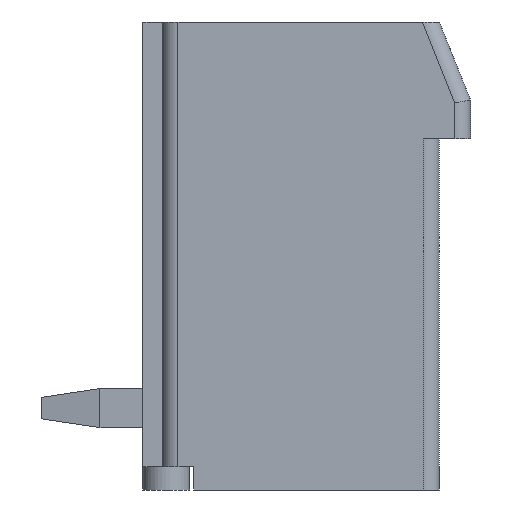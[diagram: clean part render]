
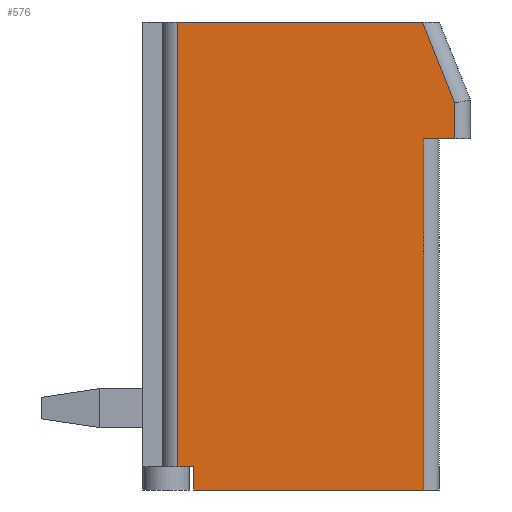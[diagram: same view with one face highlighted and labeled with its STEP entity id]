
A CAD part, left-side view. The second image highlights one B-rep face of the part: STEP entity #576.
In plain terms, the highlighted planar face has unit normal (-1, 0, 0).
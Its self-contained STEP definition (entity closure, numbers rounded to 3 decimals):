
#576 = ADVANCED_FACE( '', ( #1162 ), #1163, .T. );
#1162 = FACE_OUTER_BOUND( '', #1767, .T. );
#1163 = PLANE( '', #1768 );
#1767 = EDGE_LOOP( '', ( #3225, #3226, #3227, #3228, #3229, #3230, #3231, #3232, #3233 ) );
#1768 = AXIS2_PLACEMENT_3D( '', #3234, #3235, #3236 );
#3225 = ORIENTED_EDGE( '', *, *, #4113, .T. );
#3226 = ORIENTED_EDGE( '', *, *, #4307, .T. );
#3227 = ORIENTED_EDGE( '', *, *, #4308, .T. );
#3228 = ORIENTED_EDGE( '', *, *, #4271, .T. );
#3229 = ORIENTED_EDGE( '', *, *, #3929, .T. );
#3230 = ORIENTED_EDGE( '', *, *, #3890, .T. );
#3231 = ORIENTED_EDGE( '', *, *, #3963, .F. );
#3232 = ORIENTED_EDGE( '', *, *, #4309, .T. );
#3233 = ORIENTED_EDGE( '', *, *, #4091, .F. );
#3234 = CARTESIAN_POINT( '', ( 0., 8.4, 12. ) );
#3235 = DIRECTION( '', ( -1., 0., 0. ) );
#3236 = DIRECTION( '', ( 0., 0., 1. ) );
#3890 = EDGE_CURVE( '', #4740, #4737, #4741, .F. );
#3929 = EDGE_CURVE( '', #4798, #4740, #4799, .F. );
#3963 = EDGE_CURVE( '', #4850, #4737, #4852, .T. );
#4091 = EDGE_CURVE( '', #5047, #5049, #5050, .T. );
#4113 = EDGE_CURVE( '', #5047, #5080, #5082, .T. );
#4271 = EDGE_CURVE( '', #5291, #4798, #5292, .T. );
#4307 = EDGE_CURVE( '', #5080, #5332, #5333, .T. );
#4308 = EDGE_CURVE( '', #5332, #5291, #5334, .F. );
#4309 = EDGE_CURVE( '', #4850, #5049, #5335, .F. );
#4737 = VERTEX_POINT( '', #5918 );
#4740 = VERTEX_POINT( '', #5921 );
#4741 = LINE( '', #5922, #5923 );
#4798 = VERTEX_POINT( '', #5999 );
#4799 = LINE( '', #6000, #6001 );
#4850 = VERTEX_POINT( '', #6079 );
#4852 = LINE( '', #6081, #6082 );
#5047 = VERTEX_POINT( '', #6359 );
#5049 = VERTEX_POINT( '', #6362 );
#5050 = LINE( '', #6363, #6364 );
#5080 = VERTEX_POINT( '', #6409 );
#5082 = LINE( '', #6412, #6413 );
#5291 = VERTEX_POINT( '', #6714 );
#5292 = LINE( '', #6715, #6716 );
#5332 = VERTEX_POINT( '', #6772 );
#5333 = LINE( '', #6773, #6774 );
#5334 = LINE( '', #6775, #6776 );
#5335 = LINE( '', #6777, #6778 );
#5918 = CARTESIAN_POINT( '', ( 0., 1.231, 12. ) );
#5921 = CARTESIAN_POINT( '', ( 0., 0.4, 9.923 ) );
#5922 = CARTESIAN_POINT( '', ( 0., 2.22, 14.472 ) );
#5923 = VECTOR( '', #7078, 1000. );
#5999 = CARTESIAN_POINT( '', ( 0., 0.4, 9. ) );
#6000 = CARTESIAN_POINT( '', ( 0., 0.4, 12. ) );
#6001 = VECTOR( '', #7122, 1000. );
#6079 = CARTESIAN_POINT( '', ( 0., 7.5, 12. ) );
#6081 = CARTESIAN_POINT( '', ( 0., 8.4, 12. ) );
#6082 = VECTOR( '', #7159, 1000. );
#6359 = CARTESIAN_POINT( '', ( 0., 7.1, 0.6 ) );
#6362 = CARTESIAN_POINT( '', ( 0., 7.5, 0.6 ) );
#6363 = CARTESIAN_POINT( '', ( 0., 7.1, 0.6 ) );
#6364 = VECTOR( '', #7297, 1000. );
#6409 = CARTESIAN_POINT( '', ( 0., 7.1, 0. ) );
#6412 = CARTESIAN_POINT( '', ( 0., 7.1, 0.6 ) );
#6413 = VECTOR( '', #7317, 1000. );
#6714 = CARTESIAN_POINT( '', ( 0., 1.2, 9. ) );
#6715 = CARTESIAN_POINT( '', ( 0., 0.8, 9. ) );
#6716 = VECTOR( '', #7455, 1000. );
#6772 = CARTESIAN_POINT( '', ( 0., 1.2, 0. ) );
#6773 = CARTESIAN_POINT( '', ( 0., 8.4, 0. ) );
#6774 = VECTOR( '', #7484, 1000. );
#6775 = CARTESIAN_POINT( '', ( 0., 1.2, 12. ) );
#6776 = VECTOR( '', #7485, 1000. );
#6777 = CARTESIAN_POINT( '', ( 0., 7.5, 12. ) );
#6778 = VECTOR( '', #7486, 1000. );
#7078 = DIRECTION( '', ( 0., -0.371, -0.928 ) );
#7122 = DIRECTION( '', ( 0., 0., -1. ) );
#7159 = DIRECTION( '', ( 0., -1., 0. ) );
#7297 = DIRECTION( '', ( 0., 1., 0. ) );
#7317 = DIRECTION( '', ( 0., 0., -1. ) );
#7455 = DIRECTION( '', ( 0., -1., 0. ) );
#7484 = DIRECTION( '', ( 0., -1., 0. ) );
#7485 = DIRECTION( '', ( 0., 0., -1. ) );
#7486 = DIRECTION( '', ( 0., 0., 1. ) );
